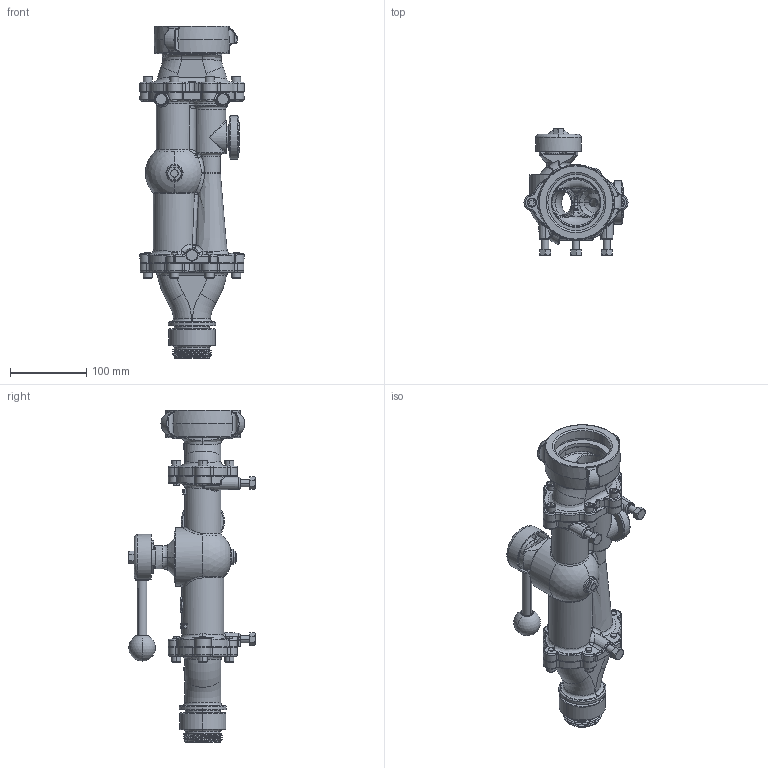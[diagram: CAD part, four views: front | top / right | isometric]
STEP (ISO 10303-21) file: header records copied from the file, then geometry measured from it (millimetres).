
FILE_DESCRIPTION((''),'2;1');
FILE_NAME('D41125-WITH_ADAPTERS_SW0001','2013-07-24T',('jhabe'),(''),'PRO/ENGINEER BY PARAMETRIC TECHNOLOGY CORPORATION, 2011310','PRO/ENGINEER BY PARAMETRIC TECHNOLOGY CORPORATION, 2011310','');
FILE_SCHEMA(('CONFIG_CONTROL_DESIGN'));
Products named in the file (1): D41125-WITH_ADAPTERS_SW0001
Bounding box: 136.54 x 166.46 x 435.76 mm (x, y, z)
Surface area: 376109 mm2 (no closed solid volume)
Topology: 0 solids, 137 shells, 1795 faces, 6840 edges, 5131 vertices
Faces by surface type: plane 636, cylinder 448, bspline 271, cone 199, torus 154, extrusion 50, sphere 37
Entity records: 95081 total; most frequent: CARTESIAN_POINT 40825, ORIENTED_EDGE 10598, DIRECTION 10235, EDGE_CURVE 6825, VERTEX_POINT 5131, VECTOR 3979, LINE 3929, AXIS2_PLACEMENT_3D 3128
